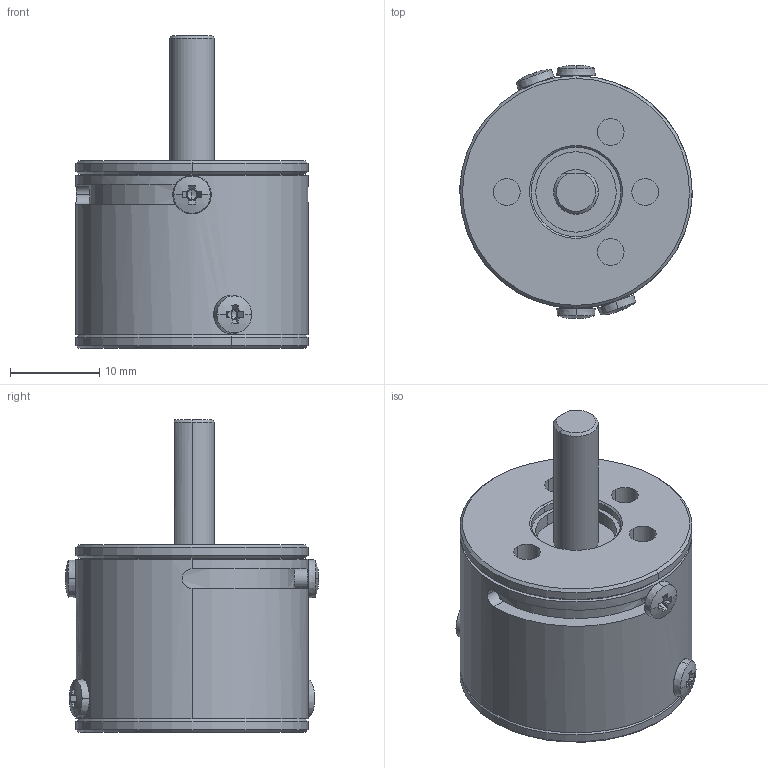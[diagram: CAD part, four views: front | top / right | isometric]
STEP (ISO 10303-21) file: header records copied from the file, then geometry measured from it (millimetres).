
FILE_DESCRIPTION (( 'STEP AP203' ), '1' );
FILE_NAME ('PHT 0.05D_25388100.STEP', '2016-06-09T05:22:41', ( ' ' ), ( '' ), 'SwSTEP 2.0', 'SolidWorks 2009', '' );
FILE_SCHEMA (( 'CONFIG_CONTROL_DESIGN' ));
Length unit declared in the file: millimetre
Products named in the file (1): PHT 0.05D_25388100
Bounding box: 26 x 28.34 x 35 mm (x, y, z)
Volume: 10787.3 mm3; surface area: 3952.5 mm2
Topology: 1 solids, 3 shells, 221 faces, 545 edges, 340 vertices
Faces by surface type: plane 102, cylinder 52, cone 49, torus 10, sphere 8
Full cylindrical faces by diameter (mm): 4.3 x2
Entity records: 6811 total; most frequent: CARTESIAN_POINT 1435, DIRECTION 1190, ORIENTED_EDGE 1074, EDGE_CURVE 537, AXIS2_PLACEMENT_3D 497, VERTEX_POINT 340, CIRCLE 275, EDGE_LOOP 239
